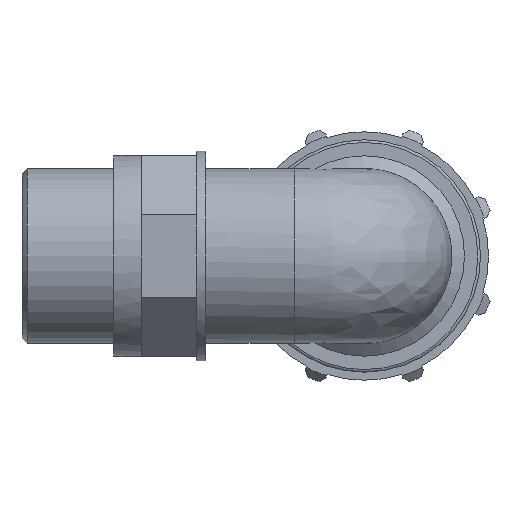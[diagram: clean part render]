
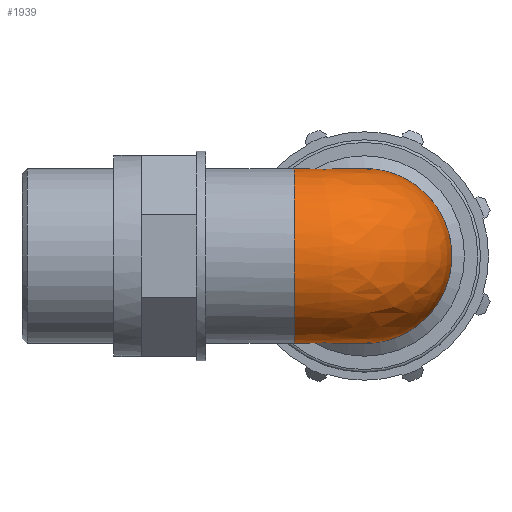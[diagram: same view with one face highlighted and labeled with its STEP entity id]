
A CAD part, left-side view. The second image highlights one B-rep face of the part: STEP entity #1939.
In plain terms, the highlighted free-form (B-spline) face has degree [2, 2] with [9, 3] control points.
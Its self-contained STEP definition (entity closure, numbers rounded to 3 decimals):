
#62=(
BOUNDED_SURFACE()
B_SPLINE_SURFACE(2,2,((#3028,#3029,#3030),(#3031,#3032,#3033),(#3034,#3035,
#3036),(#3037,#3038,#3039),(#3040,#3041,#3042),(#3043,#3044,#3045),(#3046,
#3047,#3048),(#3049,#3050,#3051),(#3052,#3053,#3054)),.UNSPECIFIED.,.F.,
 .F.,.F.)
B_SPLINE_SURFACE_WITH_KNOTS((3,2,2,2,3),(3,3),(-2.498,-1.249,
0.,1.249,2.498),(-3.142,-1.571),
 .UNSPECIFIED.)
GEOMETRIC_REPRESENTATION_ITEM()
RATIONAL_B_SPLINE_SURFACE(((1.,0.707,1.),(0.811,
0.574,0.811),(1.,0.707,1.),(0.811,
0.574,0.811),(1.,0.707,1.),(0.811,
0.574,0.811),(1.,0.707,1.),(0.811,
0.574,0.811),(1.,0.707,1.)))
REPRESENTATION_ITEM('')
SURFACE()
);
#169=FACE_OUTER_BOUND('',#296,.T.);
#296=EDGE_LOOP('',(#1402,#1403));
#732=CIRCLE('',#2089,20.955);
#735=CIRCLE('',#2095,20.955);
#849=VERTEX_POINT('',#3000);
#850=VERTEX_POINT('',#3002);
#1068=EDGE_CURVE('',#849,#850,#732,.T.);
#1073=EDGE_CURVE('',#849,#850,#735,.T.);
#1402=ORIENTED_EDGE('',*,*,#1073,.T.);
#1403=ORIENTED_EDGE('',*,*,#1068,.F.);
#1939=ADVANCED_FACE('',(#169),#62,.F.);
#2089=AXIS2_PLACEMENT_3D('',#3003,#2421,#2422);
#2095=AXIS2_PLACEMENT_3D('',#3025,#2433,#2434);
#2421=DIRECTION('center_axis',(1.,0.,0.));
#2422=DIRECTION('ref_axis',(0.,-1.,0.));
#2433=DIRECTION('center_axis',(0.,-1.,0.));
#2434=DIRECTION('ref_axis',(-1.,0.,0.));
#3000=CARTESIAN_POINT('',(16.764,16.764,12.573));
#3002=CARTESIAN_POINT('',(16.764,16.764,-12.573));
#3003=CARTESIAN_POINT('Origin',(16.764,0.,0.));
#3025=CARTESIAN_POINT('Origin',(0.,16.764,0.));
#3028=CARTESIAN_POINT('Ctrl Pts',(16.764,16.764,-12.573));
#3029=CARTESIAN_POINT('Ctrl Pts',(16.764,16.764,-12.573));
#3030=CARTESIAN_POINT('Ctrl Pts',(16.764,16.764,-12.573));
#3031=CARTESIAN_POINT('Ctrl Pts',(7.702,16.764,-24.656));
#3032=CARTESIAN_POINT('Ctrl Pts',(7.702,7.702,-24.656));
#3033=CARTESIAN_POINT('Ctrl Pts',(16.764,7.702,-24.656));
#3034=CARTESIAN_POINT('Ctrl Pts',(-6.627,16.764,-19.88));
#3035=CARTESIAN_POINT('Ctrl Pts',(-6.627,-6.627,-19.88));
#3036=CARTESIAN_POINT('Ctrl Pts',(16.764,-6.627,-19.88));
#3037=CARTESIAN_POINT('Ctrl Pts',(-20.955,16.764,-15.104));
#3038=CARTESIAN_POINT('Ctrl Pts',(-20.955,-20.955,-15.104));
#3039=CARTESIAN_POINT('Ctrl Pts',(16.764,-20.955,-15.104));
#3040=CARTESIAN_POINT('Ctrl Pts',(-20.955,16.764,0.));
#3041=CARTESIAN_POINT('Ctrl Pts',(-20.955,-20.955,0.));
#3042=CARTESIAN_POINT('Ctrl Pts',(16.764,-20.955,0.));
#3043=CARTESIAN_POINT('Ctrl Pts',(-20.955,16.764,15.104));
#3044=CARTESIAN_POINT('Ctrl Pts',(-20.955,-20.955,15.104));
#3045=CARTESIAN_POINT('Ctrl Pts',(16.764,-20.955,15.104));
#3046=CARTESIAN_POINT('Ctrl Pts',(-6.627,16.764,19.88));
#3047=CARTESIAN_POINT('Ctrl Pts',(-6.627,-6.627,19.88));
#3048=CARTESIAN_POINT('Ctrl Pts',(16.764,-6.627,19.88));
#3049=CARTESIAN_POINT('Ctrl Pts',(7.702,16.764,24.656));
#3050=CARTESIAN_POINT('Ctrl Pts',(7.702,7.702,24.656));
#3051=CARTESIAN_POINT('Ctrl Pts',(16.764,7.702,24.656));
#3052=CARTESIAN_POINT('Ctrl Pts',(16.764,16.764,12.573));
#3053=CARTESIAN_POINT('Ctrl Pts',(16.764,16.764,12.573));
#3054=CARTESIAN_POINT('Ctrl Pts',(16.764,16.764,12.573));
